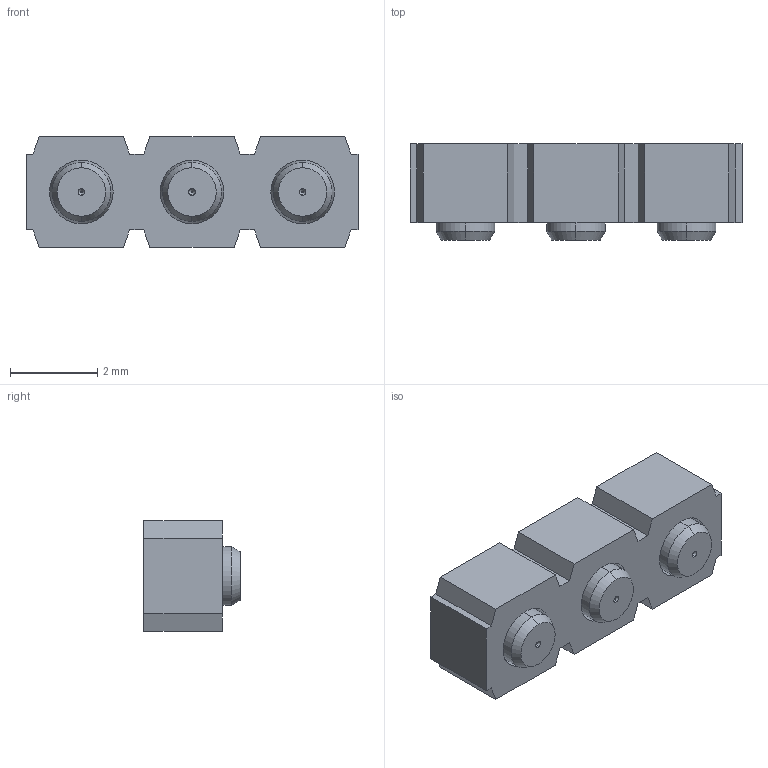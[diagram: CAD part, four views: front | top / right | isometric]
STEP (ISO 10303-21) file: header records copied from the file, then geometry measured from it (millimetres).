
FILE_DESCRIPTION (( 'STEP AP214' ), '1' );
FILE_NAME ('mill-max-319-10-103-30-055000.step', '2020-01-14T08:31:07', ( '' ), ( '' ), 'SwSTEP 2.0', 'SolidWorks 2019', '' );
FILE_SCHEMA (( 'AUTOMOTIVE_DESIGN' ));
Length unit declared in the file: inch
Products named in the file (3): mill-max-319-10-103-30-055000_1955_1955-0-00-15-00-00-03-0; mill-max-319-10-103-30-055000_P3XX-11-011-00-000000_P303-11-011-00-000000; mill-max-319-10-103-30-055000
Assembly tree (4 placements, depth 2):
  mill-max-319-10-103-30-055000
    mill-max-319-10-103-30-055000_P3XX-11-011-00-000000_P303-11-011-00-000000
    mill-max-319-10-103-30-055000_1955_1955-0-00-15-00-00-03-0  x3
Bounding box: 7.62 x 2.21 x 2.54 mm (x, y, z)
Volume: 32.3 mm3; surface area: 138.7 mm2
Topology: 4 solids, 4 shells, 108 faces, 246 edges, 155 vertices
Faces by surface type: plane 48, cylinder 36, cone 24
Entity records: 2084 total; most frequent: DIRECTION 354, CARTESIAN_POINT 338, ORIENTED_EDGE 320, EDGE_CURVE 160, AXIS2_PLACEMENT_3D 121, VECTOR 112, LINE 112, VERTEX_POINT 105
